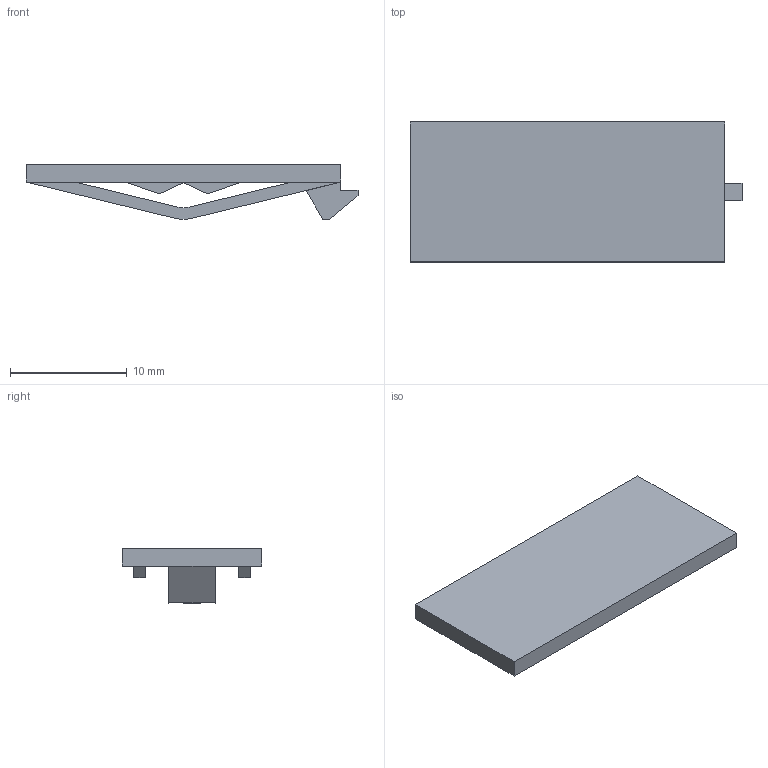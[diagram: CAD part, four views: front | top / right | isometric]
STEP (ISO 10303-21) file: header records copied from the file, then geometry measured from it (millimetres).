
FILE_DESCRIPTION(('CATIA V5 STEP Exchange','CAx-IF Rec.Pracs.--- Model Styling and Organization---1.4--- 2014-01-23'),'2;1');
FILE_NAME ('003423-5_0', '2021-12-13T09:07:53+00:00', ('none'), ('Weidmueller'), 'CATIA Version 5-6 Release 2016 SP3 HF44', 'CATIA V5 STEP AP214', 'none');
FILE_SCHEMA(('AUTOMOTIVE_DESIGN { 1 0 10303 214 1 1 1 1 }'));
Length unit declared in the file: millimetre
Products named in the file (1): DMC 12/27
Bounding box: 28.46 x 12 x 4.7 mm (x, y, z)
Volume: 601.9 mm3; surface area: 1012.7 mm2
Topology: 1 solids, 1 shells, 33 faces, 89 edges, 58 vertices
Faces by surface type: plane 31, cylinder 2
Entity records: 1017 total; most frequent: ORIENTED_EDGE 178, CARTESIAN_POINT 177, DIRECTION 147, EDGE_CURVE 89, VECTOR 85, LINE 85, VERTEX_POINT 58, EDGE_LOOP 35
